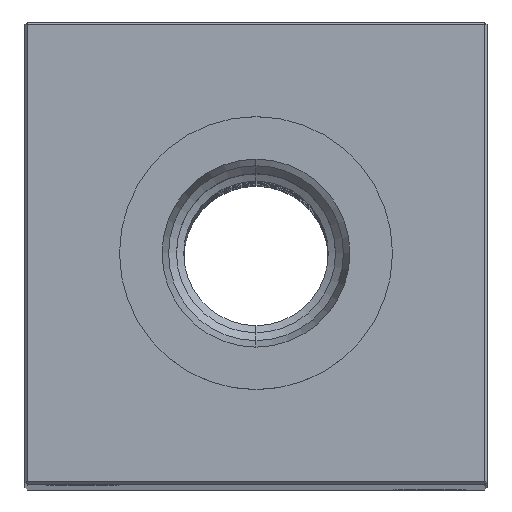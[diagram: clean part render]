
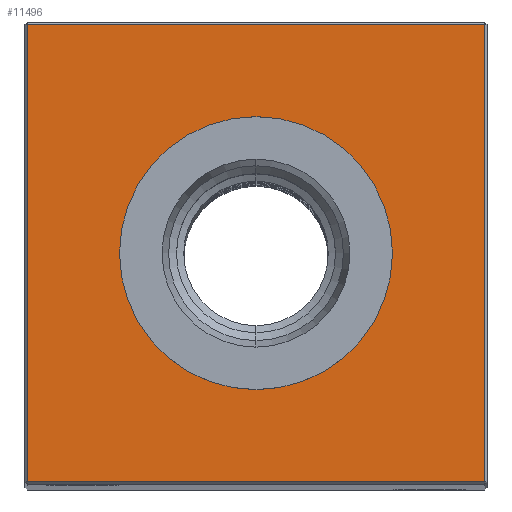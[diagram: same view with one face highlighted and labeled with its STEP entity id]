
A CAD part, top view. The second image highlights one B-rep face of the part: STEP entity #11496.
In plain terms, the highlighted planar face has unit normal (0, 0, 1).
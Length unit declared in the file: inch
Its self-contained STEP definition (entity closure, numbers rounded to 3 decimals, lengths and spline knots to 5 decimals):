
#881 = VECTOR ( 'NONE', #11706, 39.37008 ) ;
#1077 = FACE_BOUND ( 'NONE', #7836, .T. ) ;
#1590 = CARTESIAN_POINT ( 'NONE',  ( 0., -0.99, 14.25 ) ) ;
#1639 = VERTEX_POINT ( 'NONE', #26720 ) ;
#1749 = LINE ( 'NONE', #1590, #2060 ) ;
#2060 = VECTOR ( 'NONE', #15427, 39.37008 ) ;
#2062 = EDGE_CURVE ( 'NONE', #18736, #6131, #1749, .T. ) ;
#2787 = ORIENTED_EDGE ( 'NONE', *, *, #2062, .T. ) ;
#2864 = ORIENTED_EDGE ( 'NONE', *, *, #24848, .T. ) ;
#3715 = AXIS2_PLACEMENT_3D ( 'NONE', #9326, #6714, #20879 ) ;
#5312 = ORIENTED_EDGE ( 'NONE', *, *, #9381, .T. ) ;
#5551 = CARTESIAN_POINT ( 'NONE',  ( 0., 0., 14.25 ) ) ;
#5965 = EDGE_LOOP ( 'NONE', ( #16294, #2787, #5312, #21805 ) ) ;
#6131 = VERTEX_POINT ( 'NONE', #11651 ) ;
#6714 = DIRECTION ( 'NONE',  ( 0., 0., -1. ) ) ;
#7836 = EDGE_LOOP ( 'NONE', ( #2864, #26373 ) ) ;
#8020 = AXIS2_PLACEMENT_3D ( 'NONE', #5551, #12780, #29121 ) ;
#9265 = CARTESIAN_POINT ( 'NONE',  ( -0.99, 0., 14.25 ) ) ;
#9326 = CARTESIAN_POINT ( 'NONE',  ( 0., 0., 14.25 ) ) ;
#9381 = EDGE_CURVE ( 'NONE', #6131, #27168, #16320, .T. ) ;
#9406 = EDGE_CURVE ( 'NONE', #13118, #18736, #25459, .T. ) ;
#9706 = CIRCLE ( 'NONE', #13148, 0.59055 ) ;
#10042 = VECTOR ( 'NONE', #16176, 39.37008 ) ;
#10584 = CIRCLE ( 'NONE', #3715, 0.59055 ) ;
#11496 = ADVANCED_FACE ( 'NONE', ( #15228, #1077 ), #21881, .F. ) ;
#11651 = CARTESIAN_POINT ( 'NONE',  ( 0.99, -0.99, 14.25 ) ) ;
#11706 = DIRECTION ( 'NONE',  ( -1., 0., 0. ) ) ;
#12780 = DIRECTION ( 'NONE',  ( 0., 0., -1. ) ) ;
#13118 = VERTEX_POINT ( 'NONE', #23072 ) ;
#13148 = AXIS2_PLACEMENT_3D ( 'NONE', #19703, #28963, #13379 ) ;
#13379 = DIRECTION ( 'NONE',  ( -1., 0., 0. ) ) ;
#13722 = DIRECTION ( 'NONE',  ( 0., -1., 0. ) ) ;
#14153 = CARTESIAN_POINT ( 'NONE',  ( 0.99, 0.99, 14.25 ) ) ;
#14334 = VERTEX_POINT ( 'NONE', #18402 ) ;
#15228 = FACE_OUTER_BOUND ( 'NONE', #5965, .T. ) ;
#15427 = DIRECTION ( 'NONE',  ( 1., 0., 0. ) ) ;
#16176 = DIRECTION ( 'NONE',  ( 0., 1., 0. ) ) ;
#16294 = ORIENTED_EDGE ( 'NONE', *, *, #9406, .T. ) ;
#16320 = LINE ( 'NONE', #23273, #10042 ) ;
#18402 = CARTESIAN_POINT ( 'NONE',  ( 0., 0.59055, 14.25 ) ) ;
#18736 = VERTEX_POINT ( 'NONE', #22784 ) ;
#18937 = CARTESIAN_POINT ( 'NONE',  ( 0., 0.99, 14.25 ) ) ;
#19703 = CARTESIAN_POINT ( 'NONE',  ( 0., 0., 14.25 ) ) ;
#20843 = EDGE_CURVE ( 'NONE', #1639, #14334, #10584, .T. ) ;
#20879 = DIRECTION ( 'NONE',  ( -1., 0., 0. ) ) ;
#21805 = ORIENTED_EDGE ( 'NONE', *, *, #30195, .T. ) ;
#21881 = PLANE ( 'NONE',  #8020 ) ;
#22784 = CARTESIAN_POINT ( 'NONE',  ( -0.99, -0.99, 14.25 ) ) ;
#23072 = CARTESIAN_POINT ( 'NONE',  ( -0.99, 0.99, 14.25 ) ) ;
#23273 = CARTESIAN_POINT ( 'NONE',  ( 0.99, 0., 14.25 ) ) ;
#24848 = EDGE_CURVE ( 'NONE', #14334, #1639, #9706, .T. ) ;
#25459 = LINE ( 'NONE', #9265, #27266 ) ;
#26373 = ORIENTED_EDGE ( 'NONE', *, *, #20843, .T. ) ;
#26720 = CARTESIAN_POINT ( 'NONE',  ( 0., -0.59055, 14.25 ) ) ;
#27168 = VERTEX_POINT ( 'NONE', #14153 ) ;
#27266 = VECTOR ( 'NONE', #13722, 39.37008 ) ;
#28963 = DIRECTION ( 'NONE',  ( 0., 0., -1. ) ) ;
#29121 = DIRECTION ( 'NONE',  ( -1., 0., 0. ) ) ;
#30195 = EDGE_CURVE ( 'NONE', #27168, #13118, #30365, .T. ) ;
#30365 = LINE ( 'NONE', #18937, #881 ) ;
